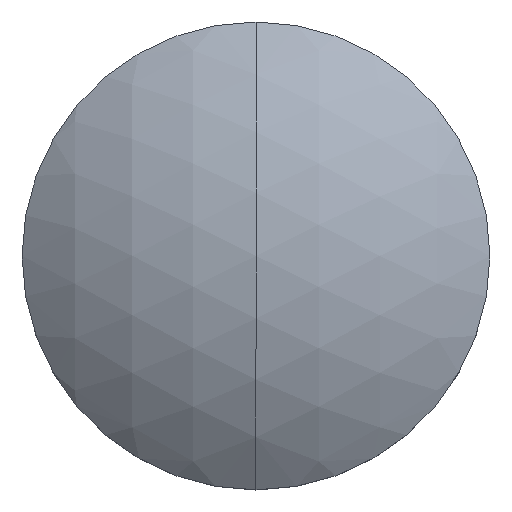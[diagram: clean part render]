
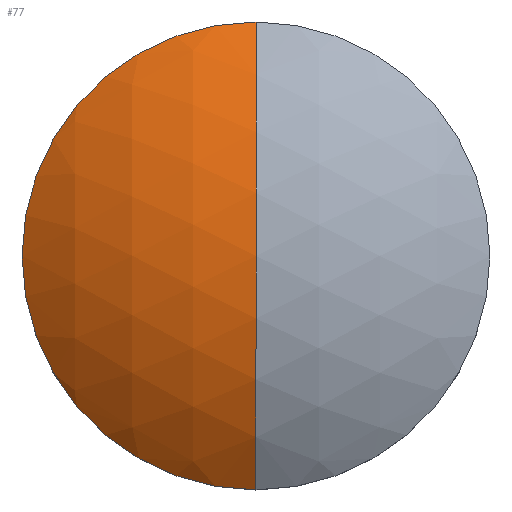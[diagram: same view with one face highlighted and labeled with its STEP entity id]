
A CAD part, top view. The second image highlights one B-rep face of the part: STEP entity #77.
In plain terms, the highlighted spherical face has radius 10.3 mm.
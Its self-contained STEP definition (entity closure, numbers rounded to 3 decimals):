
#16 = VERTEX_POINT ( 'NONE', #91 ) ;
#22 = VERTEX_POINT ( 'NONE', #85 ) ;
#42 = EDGE_CURVE ( 'NONE', #47, #22, #131, .T. ) ;
#45 = EDGE_LOOP ( 'NONE', ( #80, #81, #75, #83 ) ) ;
#46 = VERTEX_POINT ( 'NONE', #138 ) ;
#47 = VERTEX_POINT ( 'NONE', #140 ) ;
#48 = EDGE_CURVE ( 'NONE', #47, #16, #167, .T. ) ;
#52 = EDGE_CURVE ( 'NONE', #46, #22, #162, .T. ) ;
#75 = ORIENTED_EDGE ( 'NONE', *, *, #52, .T. ) ;
#77 = ADVANCED_FACE ( 'NONE', ( #248 ), #233, .T. ) ;
#80 = ORIENTED_EDGE ( 'NONE', *, *, #48, .T. ) ;
#81 = ORIENTED_EDGE ( 'NONE', *, *, #82, .T. ) ;
#82 = EDGE_CURVE ( 'NONE', #16, #46, #223, .T. ) ;
#83 = ORIENTED_EDGE ( 'NONE', *, *, #42, .F. ) ;
#85 = CARTESIAN_POINT ( 'NONE',  ( 0., 0., 1.99 ) ) ;
#91 = CARTESIAN_POINT ( 'NONE',  ( -6.35, 0., -0.2 ) ) ;
#112 = CARTESIAN_POINT ( 'NONE',  ( 0., 0., -8.31 ) ) ;
#128 = DIRECTION ( 'NONE',  ( 0., 0., -1. ) ) ;
#129 = DIRECTION ( 'NONE',  ( 1., 0., 0. ) ) ;
#130 = AXIS2_PLACEMENT_3D ( 'NONE', #112, #129, #128 ) ;
#131 = CIRCLE ( 'NONE', #130, 10.3 ) ;
#133 = DIRECTION ( 'NONE',  ( 0., 0., 1. ) ) ;
#136 = CARTESIAN_POINT ( 'NONE',  ( 0., 0., -0.2 ) ) ;
#137 = DIRECTION ( 'NONE',  ( 1., 0., 0. ) ) ;
#138 = CARTESIAN_POINT ( 'NONE',  ( 0., -6.35, -0.2 ) ) ;
#139 = AXIS2_PLACEMENT_3D ( 'NONE', #136, #133, #137 ) ;
#140 = CARTESIAN_POINT ( 'NONE',  ( 0., 6.35, -0.2 ) ) ;
#153 = DIRECTION ( 'NONE',  ( 0., -1., 0. ) ) ;
#154 = DIRECTION ( 'NONE',  ( -1., 0., 0. ) ) ;
#155 = CARTESIAN_POINT ( 'NONE',  ( 0., 0., -8.31 ) ) ;
#156 = AXIS2_PLACEMENT_3D ( 'NONE', #155, #154, #153 ) ;
#162 = CIRCLE ( 'NONE', #156, 10.3 ) ;
#167 = CIRCLE ( 'NONE', #139, 6.35 ) ;
#219 = DIRECTION ( 'NONE',  ( 1., 0., 0. ) ) ;
#220 = DIRECTION ( 'NONE',  ( 0., 0., 1. ) ) ;
#221 = CARTESIAN_POINT ( 'NONE',  ( 0., 0., -0.2 ) ) ;
#222 = AXIS2_PLACEMENT_3D ( 'NONE', #221, #220, #219 ) ;
#223 = CIRCLE ( 'NONE', #222, 6.35 ) ;
#228 = DIRECTION ( 'NONE',  ( 0., 1., 0. ) ) ;
#229 = DIRECTION ( 'NONE',  ( -1., 0., 0. ) ) ;
#230 = CARTESIAN_POINT ( 'NONE',  ( 0., 0., -8.31 ) ) ;
#231 = AXIS2_PLACEMENT_3D ( 'NONE', #230, #229, #228 ) ;
#233 = SPHERICAL_SURFACE ( 'NONE', #231, 10.3 ) ;
#248 = FACE_OUTER_BOUND ( 'NONE', #45, .T. ) ;
